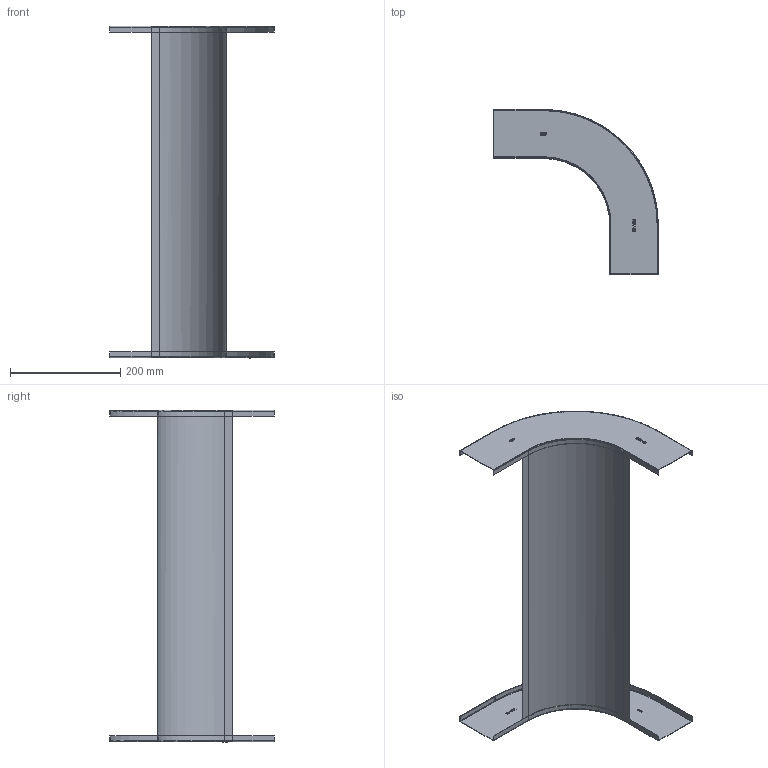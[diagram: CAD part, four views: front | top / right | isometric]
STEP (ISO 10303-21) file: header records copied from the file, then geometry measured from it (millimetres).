
FILE_DESCRIPTION(/* description */ (''),/* implementation_level */ '2;1');
FILE_NAME(/* name */ '7007291',/* time_stamp */ '2014-10-20T10:26:06+02:00',/* author */ (''),/* organization */ (''),/* preprocessor_version */ 'ST-DEVELOPER v15',/* originating_system */ '',/* authorisation */ '');
FILE_SCHEMA (('AUTOMOTIVE_DESIGN'));
Length unit declared in the file: millimetre
Products named in the file (2): Document; Block 02
Assembly tree (1 placements, depth 2):
  Document
    Block 02
Bounding box: 298.75 x 298.75 x 603 mm (x, y, z)
Volume: 227176.5 mm3; surface area: 458311.5 mm2
Topology: 3 solids, 3 shells, 366 faces, 898 edges, 576 vertices
Faces by surface type: plane 202, bspline 164
Entity records: 16182 total; most frequent: CARTESIAN_POINT 10260, ORIENTED_EDGE 1796, EDGE_CURVE 898, B_SPLINE_CURVE_WITH_KNOTS 719, VERTEX_POINT 576, EDGE_LOOP 404, ADVANCED_FACE 366, FACE_OUTER_BOUND 366
